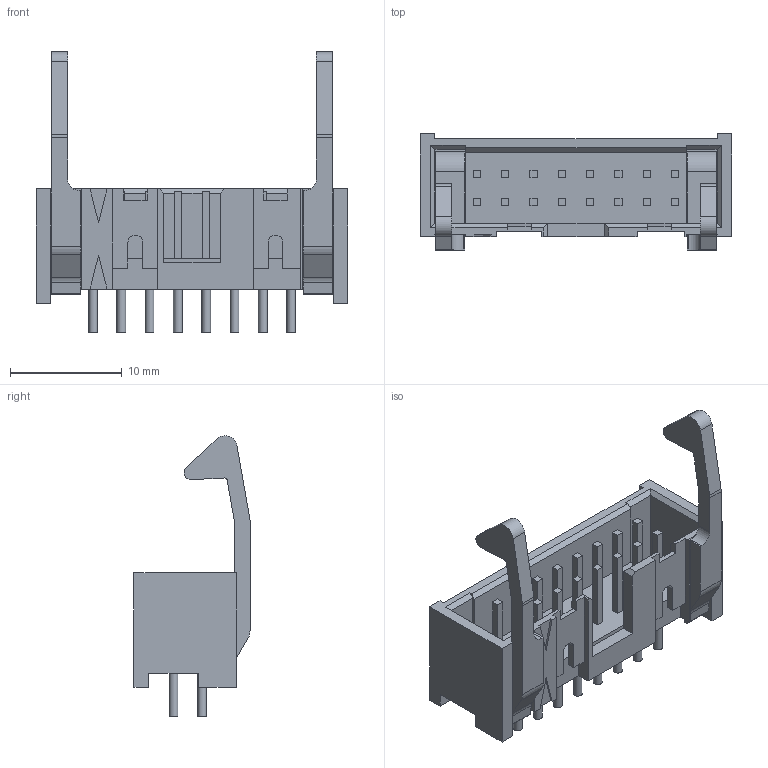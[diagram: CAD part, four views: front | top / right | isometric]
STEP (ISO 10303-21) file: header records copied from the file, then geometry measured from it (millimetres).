
FILE_DESCRIPTION(/* description */ (''),/* implementation_level */ '2;1');
FILE_NAME(/* name */ 'TYCO_2-1761606-6.stp',/* time_stamp */ '2017-08-07T16:25:00+02:00',/* author */ ('jchouvet'),/* organization */ ('Tyco Electronics Corporation'),/* preprocessor_version */ 'ST-DEVELOPER v16.1',/* originating_system */ 'AutoCAD Mechanical',/* authorisation */ '');
FILE_SCHEMA (('AUTOMOTIVE_DESIGN { 1 0 10303 214 3 1 1 }'));
Length unit declared in the file: millimetre
Products named in the file (1): Product
Bounding box: 27.94 x 10.41 x 25.14 mm (x, y, z)
Volume: 1237.1 mm3; surface area: 2473.2 mm2
Topology: 35 solids, 35 shells, 308 faces, 725 edges, 479 vertices
Faces by surface type: plane 256, cylinder 52
Full cylindrical faces by diameter (mm): 0.787 x16, 1.499 x2
Entity records: 8682 total; most frequent: CARTESIAN_POINT 1495, DIRECTION 1429, ORIENTED_EDGE 1414, EDGE_CURVE 707, LINE 603, VECTOR 603, VERTEX_POINT 479, AXIS2_PLACEMENT_3D 413
